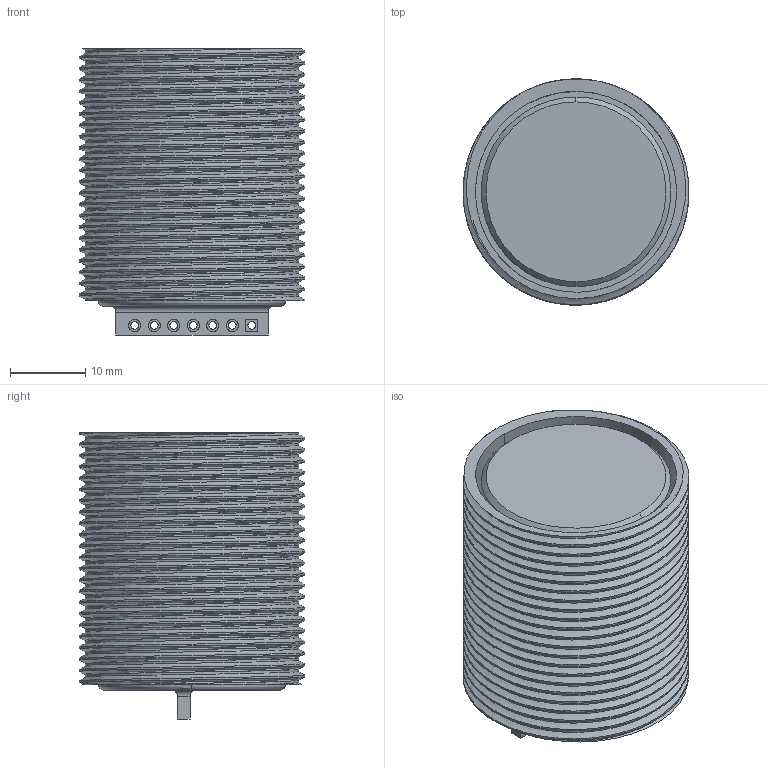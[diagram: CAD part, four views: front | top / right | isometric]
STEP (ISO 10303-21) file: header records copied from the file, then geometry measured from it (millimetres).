
FILE_DESCRIPTION (( 'STEP AP203' ), '1' );
FILE_NAME ('HRXL-MaxSonar-WR -30mm1-5-sldprt.STEP', '2023-10-10T16:31:26', ( '' ), ( '' ), 'SwSTEP 2.0', 'SolidWorks 2019', '' );
FILE_SCHEMA (( 'CONFIG_CONTROL_DESIGN' ));
Length unit declared in the file: millimetre
Products named in the file (1): HRXL-MaxSonar-WR -30mm1-5-sldprt
Bounding box: 30 x 30 x 37.97 mm (x, y, z)
Surface area: 7985.3 mm2 (no closed solid volume)
Topology: 0 solids, 1 shells, 356 faces, 955 edges, 630 vertices
Faces by surface type: cylinder 153, plane 120, bspline 83
Entity records: 27992 total; most frequent: CARTESIAN_POINT 21137, ORIENTED_EDGE 1901, EDGE_CURVE 955, B_SPLINE_CURVE_WITH_KNOTS 940, VERTEX_POINT 630, DIRECTION 554, EDGE_LOOP 400, ADVANCED_FACE 356
